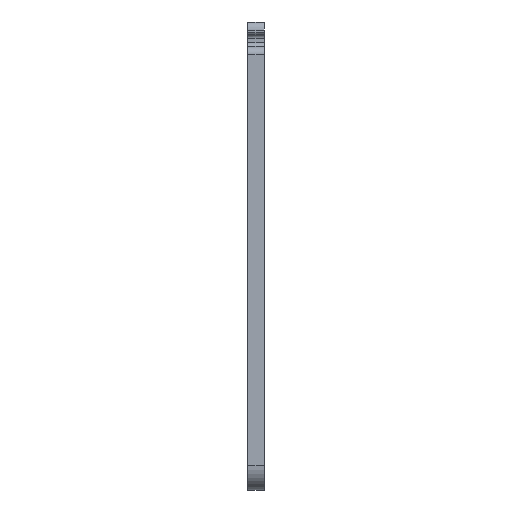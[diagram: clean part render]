
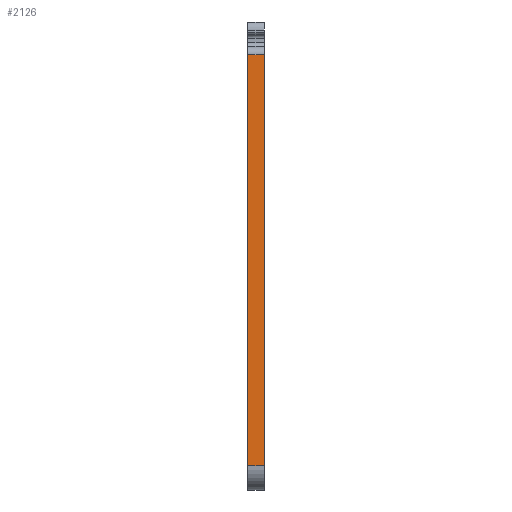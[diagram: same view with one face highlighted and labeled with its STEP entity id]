
A CAD part, front view. The second image highlights one B-rep face of the part: STEP entity #2126.
In plain terms, the highlighted planar face has unit normal (0, -1, 0).
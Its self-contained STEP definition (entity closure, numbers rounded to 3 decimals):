
#2106=AXIS2_PLACEMENT_3D('Plane Axis2P3D',#2103,#2104,#2105) ;
#594=CARTESIAN_POINT('Vertex',(2.,0.,54.381)) ;
#597=CARTESIAN_POINT('Line Origine',(2.,0.,28.691)) ;
#601=CARTESIAN_POINT('Vertex',(2.,0.,3.)) ;
#2088=CARTESIAN_POINT('Vertex',(0.,0.,54.381)) ;
#2091=CARTESIAN_POINT('Line Origine',(1.,0.,54.381)) ;
#2103=CARTESIAN_POINT('Axis2P3D Location',(2.,0.,3.)) ;
#2108=CARTESIAN_POINT('Line Origine',(0.,0.,28.691)) ;
#2112=CARTESIAN_POINT('Vertex',(0.,0.,3.)) ;
#2115=CARTESIAN_POINT('Line Origine',(1.,0.,3.)) ;
#598=DIRECTION('Vector Direction',(0.,0.,-1.)) ;
#2092=DIRECTION('Vector Direction',(1.,0.,0.)) ;
#2104=DIRECTION('Axis2P3D Direction',(0.,-1.,0.)) ;
#2105=DIRECTION('Axis2P3D XDirection',(0.,0.,-1.)) ;
#2109=DIRECTION('Vector Direction',(0.,0.,-1.)) ;
#2116=DIRECTION('Vector Direction',(-1.,0.,0.)) ;
#599=VECTOR('Line Direction',#598,1.) ;
#2093=VECTOR('Line Direction',#2092,1.) ;
#2110=VECTOR('Line Direction',#2109,1.) ;
#2117=VECTOR('Line Direction',#2116,1.) ;
#2121=ORIENTED_EDGE('',*,*,#603,.F.) ;
#2122=ORIENTED_EDGE('',*,*,#2095,.T.) ;
#2123=ORIENTED_EDGE('',*,*,#2114,.T.) ;
#2124=ORIENTED_EDGE('',*,*,#2119,.F.) ;
#2126=ADVANCED_FACE('Koerper.2',(#2125),#2107,.T.) ;
#603=EDGE_CURVE('',#595,#602,#600,.T.) ;
#2095=EDGE_CURVE('',#595,#2089,#2094,.F.) ;
#2114=EDGE_CURVE('',#2089,#2113,#2111,.T.) ;
#2119=EDGE_CURVE('',#602,#2113,#2118,.T.) ;
#2120=EDGE_LOOP('',(#2121,#2122,#2123,#2124)) ;
#2125=FACE_OUTER_BOUND('',#2120,.T.) ;
#600=LINE('Line',#597,#599) ;
#2094=LINE('Line',#2091,#2093) ;
#2111=LINE('Line',#2108,#2110) ;
#2118=LINE('Line',#2115,#2117) ;
#2107=PLANE('',#2106) ;
#595=VERTEX_POINT('',#594) ;
#602=VERTEX_POINT('',#601) ;
#2089=VERTEX_POINT('',#2088) ;
#2113=VERTEX_POINT('',#2112) ;
